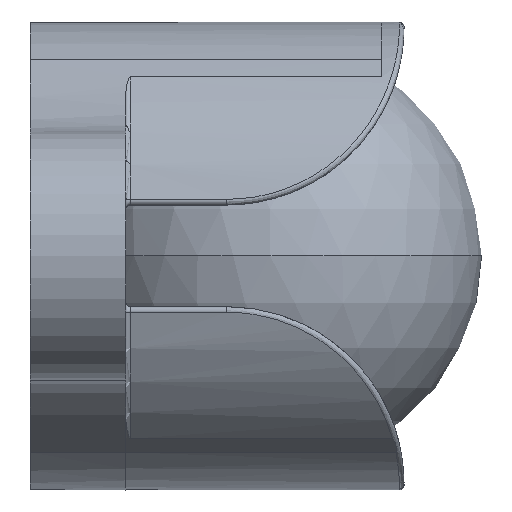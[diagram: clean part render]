
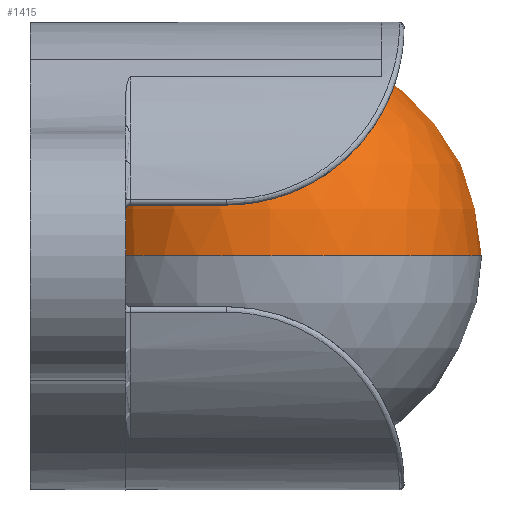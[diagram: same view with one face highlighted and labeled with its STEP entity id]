
A CAD part, left-side view. The second image highlights one B-rep face of the part: STEP entity #1415.
In plain terms, the highlighted spherical face has radius 4.763 mm.
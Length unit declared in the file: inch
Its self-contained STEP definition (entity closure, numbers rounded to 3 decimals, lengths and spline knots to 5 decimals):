
#57 = EDGE_CURVE ( 'NONE', #639, #3453, #4003, .T. ) ;
#116 = CARTESIAN_POINT ( 'NONE',  ( 0., 0., 0. ) ) ;
#236 = ORIENTED_EDGE ( 'NONE', *, *, #57, .T. ) ;
#434 = DIRECTION ( 'NONE',  ( -1., 0., 0. ) ) ;
#498 = ORIENTED_EDGE ( 'NONE', *, *, #712, .F. ) ;
#581 = EDGE_LOOP ( 'NONE', ( #498, #236 ) ) ;
#639 = VERTEX_POINT ( 'NONE', #3779 ) ;
#712 = EDGE_CURVE ( 'NONE', #639, #3453, #3487, .T. ) ;
#1116 = DIRECTION ( 'NONE',  ( 0., 0., 1. ) ) ;
#1415 = ADVANCED_FACE ( 'NONE', ( #3282 ), #3481, .T. ) ;
#1523 = DIRECTION ( 'NONE',  ( 1., 0., 0. ) ) ;
#1705 = CARTESIAN_POINT ( 'NONE',  ( 0., 0.1875, 0. ) ) ;
#1734 = DIRECTION ( 'NONE',  ( 0., 0., -1. ) ) ;
#2061 = CARTESIAN_POINT ( 'NONE',  ( 0., 0., 0. ) ) ;
#2156 = DIRECTION ( 'NONE',  ( 0., 0., -1. ) ) ;
#2781 = DIRECTION ( 'NONE',  ( 1., 0., 0. ) ) ;
#3093 = AXIS2_PLACEMENT_3D ( 'NONE', #2061, #1734, #2781 ) ;
#3282 = FACE_OUTER_BOUND ( 'NONE', #581, .T. ) ;
#3453 = VERTEX_POINT ( 'NONE', #1705 ) ;
#3481 = SPHERICAL_SURFACE ( 'NONE', #3093, 0.1875 ) ;
#3487 = CIRCLE ( 'NONE', #3911, 0.1875 ) ;
#3779 = CARTESIAN_POINT ( 'NONE',  ( 0., -0.1875, 0. ) ) ;
#3800 = AXIS2_PLACEMENT_3D ( 'NONE', #116, #1116, #1523 ) ;
#3911 = AXIS2_PLACEMENT_3D ( 'NONE', #4119, #2156, #434 ) ;
#4003 = CIRCLE ( 'NONE', #3800, 0.1875 ) ;
#4119 = CARTESIAN_POINT ( 'NONE',  ( 0., 0., 0. ) ) ;
